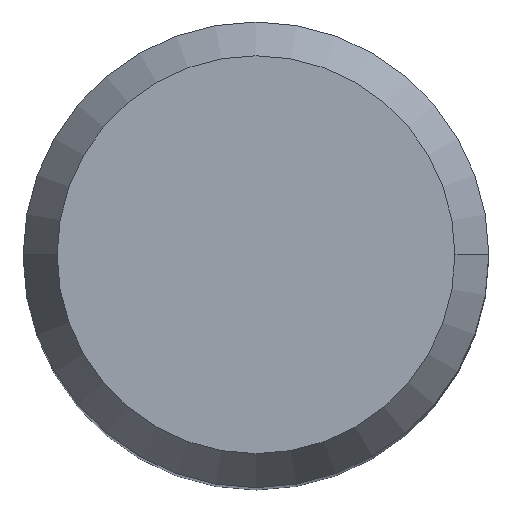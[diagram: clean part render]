
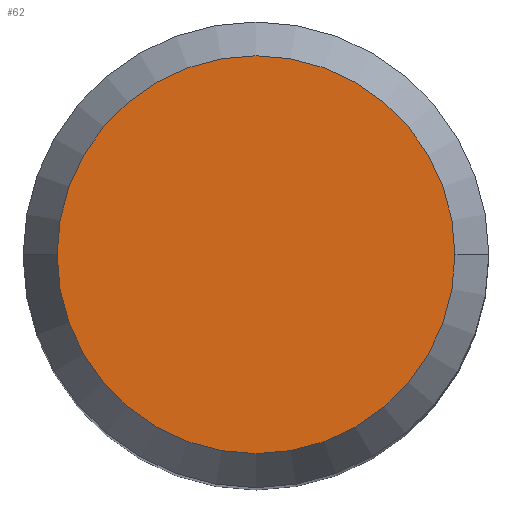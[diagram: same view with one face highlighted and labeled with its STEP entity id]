
A CAD part, top view. The second image highlights one B-rep face of the part: STEP entity #62.
In plain terms, the highlighted planar face has unit normal (0, 0, 1).
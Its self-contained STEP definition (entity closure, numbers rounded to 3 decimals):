
#48=PLANE('',#385);
#62=ADVANCED_FACE('',(#87),#48,.T.);
#87=FACE_OUTER_BOUND('',#106,.T.);
#106=EDGE_LOOP('',(#162,#163));
#126=CIRCLE('',#383,6.783);
#127=CIRCLE('',#384,6.783);
#162=ORIENTED_EDGE('',*,*,#241,.T.);
#163=ORIENTED_EDGE('',*,*,#242,.T.);
#219=VERTEX_POINT('',#569);
#220=VERTEX_POINT('',#570);
#241=EDGE_CURVE('',#219,#220,#126,.T.);
#242=EDGE_CURVE('',#220,#219,#127,.T.);
#383=AXIS2_PLACEMENT_3D('',#568,#465,#466);
#384=AXIS2_PLACEMENT_3D('',#571,#467,#468);
#385=AXIS2_PLACEMENT_3D('',#572,#469,#470);
#465=DIRECTION('',(0.,0.,1.));
#466=DIRECTION('',(-1.,0.,0.));
#467=DIRECTION('',(0.,0.,1.));
#468=DIRECTION('',(1.,0.,0.));
#469=DIRECTION('',(0.,0.,1.));
#470=DIRECTION('',(-1.,0.,0.));
#568=CARTESIAN_POINT('',(0.,0.,24.5));
#569=CARTESIAN_POINT('',(-6.783,0.,24.5));
#570=CARTESIAN_POINT('',(6.783,0.,24.5));
#571=CARTESIAN_POINT('',(0.,0.,24.5));
#572=CARTESIAN_POINT('',(0.,0.,24.5));
